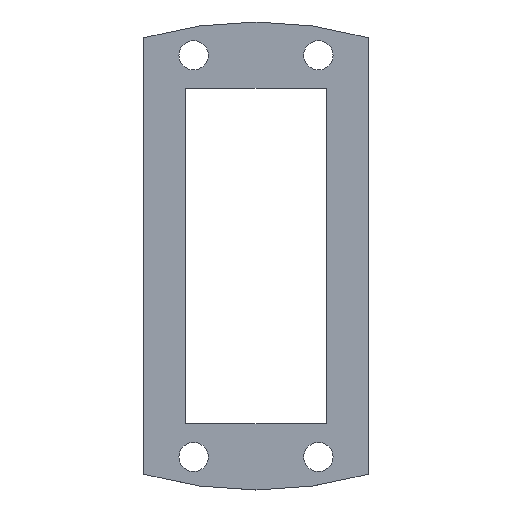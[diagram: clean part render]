
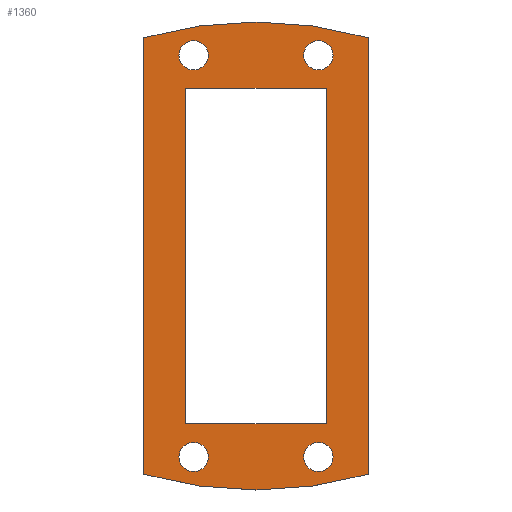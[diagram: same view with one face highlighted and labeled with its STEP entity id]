
A CAD part, top view. The second image highlights one B-rep face of the part: STEP entity #1360.
In plain terms, the highlighted planar face has unit normal (0, 0, 1).
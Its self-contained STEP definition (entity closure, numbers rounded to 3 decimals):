
#10=CARTESIAN_POINT('',(3.886,-84.493,
-2.5));
#20=DIRECTION('',(0.,0.,-1.));
#30=DIRECTION('',(0.,1.,0.));
#40=AXIS2_PLACEMENT_3D('',#10,#20,#30);
#50=PLANE('',#40);
#60=CARTESIAN_POINT('',(-24.044,36.217,
-2.5));
#70=DIRECTION('',(0.,0.,-1.));
#80=DIRECTION('',(0.,-1.,0.));
#90=AXIS2_PLACEMENT_3D('',#60,#70,#80);
#100=CIRCLE('',#90,105.);
#110=CARTESIAN_POINT('',(4.712,-64.768,
-2.5));
#120=VERTEX_POINT('',#110);
#130=CARTESIAN_POINT('',(-52.788,-64.772,
-2.5));
#140=VERTEX_POINT('',#130);
#150=EDGE_CURVE('',#120,#140,#100,.T.);
#160=ORIENTED_EDGE('',*,*,#150,.F.);
#170=CARTESIAN_POINT('',(-52.788,-74.178,
-2.5));
#180=DIRECTION('',(0.,1.,0.));
#190=VECTOR('',#180,1.);
#200=LINE('',#170,#190);
#210=CARTESIAN_POINT('',(-52.788,47.206,
-2.5));
#220=VERTEX_POINT('',#210);
#230=EDGE_CURVE('',#140,#220,#200,.T.);
#240=ORIENTED_EDGE('',*,*,#230,.F.);
#250=CARTESIAN_POINT('',(-24.044,-53.783,
-2.5));
#260=DIRECTION('',(0.,0.,-1.));
#270=DIRECTION('',(0.,1.,0.));
#280=AXIS2_PLACEMENT_3D('',#250,#260,#270);
#290=CIRCLE('',#280,105.);
#300=CARTESIAN_POINT('',(4.712,47.202,
-2.5));
#310=VERTEX_POINT('',#300);
#320=EDGE_CURVE('',#220,#310,#290,.T.);
#330=ORIENTED_EDGE('',*,*,#320,.F.);
#340=CARTESIAN_POINT('',(4.712,-74.178,
-2.5));
#350=DIRECTION('',(0.,1.,0.));
#360=VECTOR('',#350,1.);
#370=LINE('',#340,#360);
#380=EDGE_CURVE('',#120,#310,#370,.T.);
#390=ORIENTED_EDGE('',*,*,#380,.T.);
#400=EDGE_LOOP('',(#390,#330,#240,#160));
#410=FACE_OUTER_BOUND('',#400,.T.);
#420=CARTESIAN_POINT('',(-8.038,-60.251,
-2.5));
#430=DIRECTION('',(0.,0.,1.));
#440=DIRECTION('',(0.,1.,0.));
#450=AXIS2_PLACEMENT_3D('',#420,#430,#440);
#460=CIRCLE('',#450,3.75);
#470=CARTESIAN_POINT('',(-8.038,-56.501,
-2.5));
#480=VERTEX_POINT('',#470);
#490=CARTESIAN_POINT('',(-8.038,-64.001,
-2.5));
#500=VERTEX_POINT('',#490);
#510=EDGE_CURVE('',#480,#500,#460,.T.);
#520=ORIENTED_EDGE('',*,*,#510,.F.);
#530=EDGE_CURVE('',#500,#480,#460,.T.);
#540=ORIENTED_EDGE('',*,*,#530,.F.);
#550=EDGE_LOOP('',(#540,#520));
#560=FACE_BOUND('',#550,.T.);
#570=CARTESIAN_POINT('',(-40.038,-60.251,
-2.5));
#580=DIRECTION('',(0.,0.,1.));
#590=DIRECTION('',(0.,1.,0.));
#600=AXIS2_PLACEMENT_3D('',#570,#580,#590);
#610=CIRCLE('',#600,3.75);
#620=CARTESIAN_POINT('',(-40.038,-56.501,
-2.5));
#630=VERTEX_POINT('',#620);
#640=CARTESIAN_POINT('',(-40.038,-64.001,
-2.5));
#650=VERTEX_POINT('',#640);
#660=EDGE_CURVE('',#630,#650,#610,.T.);
#670=ORIENTED_EDGE('',*,*,#660,.F.);
#680=EDGE_CURVE('',#650,#630,#610,.T.);
#690=ORIENTED_EDGE('',*,*,#680,.F.);
#700=EDGE_LOOP('',(#690,#670));
#710=FACE_BOUND('',#700,.T.);
#720=CARTESIAN_POINT('',(3.879,34.249,
-2.5));
#730=DIRECTION('',(1.,0.,0.));
#740=VECTOR('',#730,1.);
#750=LINE('',#720,#740);
#760=CARTESIAN_POINT('',(-42.038,34.249,
-2.5));
#770=VERTEX_POINT('',#760);
#780=CARTESIAN_POINT('',(-6.038,34.249,
-2.5));
#790=VERTEX_POINT('',#780);
#800=EDGE_CURVE('',#770,#790,#750,.T.);
#810=ORIENTED_EDGE('',*,*,#800,.T.);
#820=CARTESIAN_POINT('',(-42.038,-74.178,
-2.5));
#830=DIRECTION('',(0.,1.,0.));
#840=VECTOR('',#830,1.);
#850=LINE('',#820,#840);
#860=CARTESIAN_POINT('',(-42.038,-51.751,
-2.5));
#870=VERTEX_POINT('',#860);
#880=EDGE_CURVE('',#870,#770,#850,.T.);
#890=ORIENTED_EDGE('',*,*,#880,.T.);
#900=CARTESIAN_POINT('',(3.879,-51.751,
-2.5));
#910=DIRECTION('',(-1.,0.,0.));
#920=VECTOR('',#910,1.);
#930=LINE('',#900,#920);
#940=CARTESIAN_POINT('',(-6.038,-51.751,
-2.5));
#950=VERTEX_POINT('',#940);
#960=EDGE_CURVE('',#950,#870,#930,.T.);
#970=ORIENTED_EDGE('',*,*,#960,.T.);
#980=CARTESIAN_POINT('',(-6.038,-74.178,
-2.5));
#990=DIRECTION('',(0.,-1.,0.));
#1000=VECTOR('',#990,1.);
#1010=LINE('',#980,#1000);
#1020=EDGE_CURVE('',#790,#950,#1010,.T.);
#1030=ORIENTED_EDGE('',*,*,#1020,.T.);
#1040=EDGE_LOOP('',(#1030,#970,#890,#810));
#1050=FACE_BOUND('',#1040,.T.);
#1060=CARTESIAN_POINT('',(-8.038,42.749,
-2.5));
#1070=DIRECTION('',(0.,0.,1.));
#1080=DIRECTION('',(0.,1.,0.));
#1090=AXIS2_PLACEMENT_3D('',#1060,#1070,#1080);
#1100=CIRCLE('',#1090,3.75);
#1110=CARTESIAN_POINT('',(-8.038,46.499,
-2.5));
#1120=VERTEX_POINT('',#1110);
#1130=CARTESIAN_POINT('',(-8.038,38.999,
-2.5));
#1140=VERTEX_POINT('',#1130);
#1150=EDGE_CURVE('',#1120,#1140,#1100,.T.);
#1160=ORIENTED_EDGE('',*,*,#1150,.F.);
#1170=EDGE_CURVE('',#1140,#1120,#1100,.T.);
#1180=ORIENTED_EDGE('',*,*,#1170,.F.);
#1190=EDGE_LOOP('',(#1180,#1160));
#1200=FACE_BOUND('',#1190,.T.);
#1210=CARTESIAN_POINT('',(-40.038,42.749,
-2.5));
#1220=DIRECTION('',(0.,0.,1.));
#1230=DIRECTION('',(0.,1.,0.));
#1240=AXIS2_PLACEMENT_3D('',#1210,#1220,#1230);
#1250=CIRCLE('',#1240,3.75);
#1260=CARTESIAN_POINT('',(-40.038,46.499,
-2.5));
#1270=VERTEX_POINT('',#1260);
#1280=CARTESIAN_POINT('',(-40.038,38.999,
-2.5));
#1290=VERTEX_POINT('',#1280);
#1300=EDGE_CURVE('',#1270,#1290,#1250,.T.);
#1310=ORIENTED_EDGE('',*,*,#1300,.F.);
#1320=EDGE_CURVE('',#1290,#1270,#1250,.T.);
#1330=ORIENTED_EDGE('',*,*,#1320,.F.);
#1340=EDGE_LOOP('',(#1330,#1310));
#1350=FACE_BOUND('',#1340,.T.);
#1360=ADVANCED_FACE('',(#410,#560,#710,#1050,#1200,#1350),#50,.F.);
